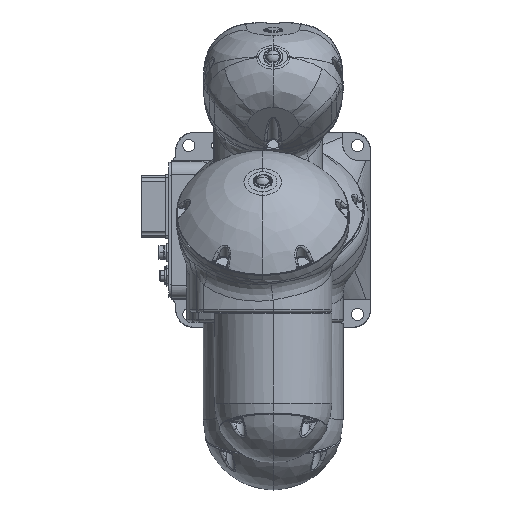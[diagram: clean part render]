
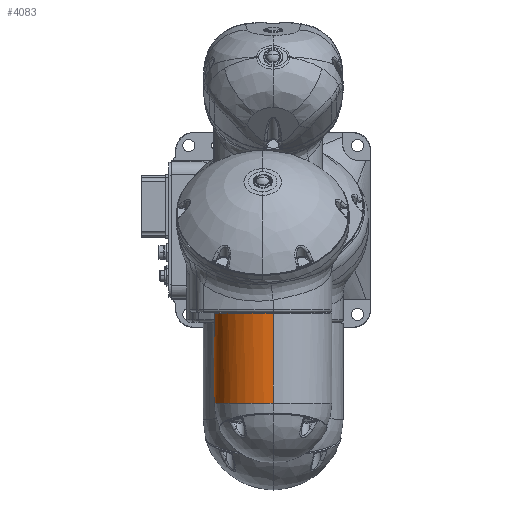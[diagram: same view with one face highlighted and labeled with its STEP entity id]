
A CAD part, top view. The second image highlights one B-rep face of the part: STEP entity #4083.
In plain terms, the highlighted cylindrical face has radius 68 mm (diameter 136 mm), a partial arc.
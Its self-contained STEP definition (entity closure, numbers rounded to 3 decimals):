
#1566=CYLINDRICAL_SURFACE('',#27156,68.);
#2429=CIRCLE('',#27153,68.);
#2430=CIRCLE('',#27155,68.);
#4083=ADVANCED_FACE('',(#6090),#1566,.T.);
#6090=FACE_OUTER_BOUND('',#7758,.T.);
#7758=EDGE_LOOP('',(#13753,#13754,#13755,#13756,#13757));
#9295=B_SPLINE_CURVE_WITH_KNOTS('',3,(#64437,#64438,#64439,#64440,#64441,
#64442,#64443,#64444,#64445,#64446,#64447,#64448,#64449,#64450,#64451,#64452,
#64453,#64454,#64455,#64456,#64457,#64458,#64459,#64460,#64461,#64462,#64463,
#64464,#64465,#64466,#64467,#64468,#64469,#64470,#64471,#64472,#64473,#64474,
#64475,#64476,#64477,#64478,#64479,#64480,#64481,#64482,#64483,#64484,#64485,
#64486,#64487,#64488,#64489,#64490,#64491,#64492,#64493,#64494,#64495,#64496,
#64497,#64498,#64499,#64500,#64501,#64502,#64503,#64504,#64505,#64506,#64507,
#64508,#64509,#64510,#64511,#64512,#64513,#64514,#64515,#64516,#64517,#64518,
#64519,#64520,#64521,#64522),.UNSPECIFIED.,.F.,.F.,(4,2,2,2,2,2,2,2,2,2,
2,2,2,2,2,2,2,2,2,2,2,2,2,2,2,2,2,2,2,2,2,2,2,2,2,2,2,2,2,2,2,2,4),(0.,
0.063,0.125,0.188,0.219,
0.234,0.25,0.281,0.297,
0.305,0.313,0.344,0.359,
0.367,0.371,0.375,0.406,
0.422,0.43,0.434,0.438,
0.453,0.461,0.465,0.469,
0.484,0.492,0.496,0.5,
0.531,0.547,0.563,0.594,
0.609,0.617,0.625,0.656,
0.672,0.688,0.719,0.75,
0.875,1.),.UNSPECIFIED.);
#13753=ORIENTED_EDGE('',*,*,#22077,.F.);
#13754=ORIENTED_EDGE('',*,*,#22068,.F.);
#13755=ORIENTED_EDGE('',*,*,#22078,.T.);
#13756=ORIENTED_EDGE('',*,*,#22066,.T.);
#13757=ORIENTED_EDGE('',*,*,#22062,.F.);
#18994=VERTEX_POINT('',#64436);
#18995=VERTEX_POINT('',#64523);
#18997=VERTEX_POINT('',#64905);
#18998=VERTEX_POINT('',#64907);
#18999=VERTEX_POINT('',#64909);
#22062=EDGE_CURVE('',#18994,#18995,#9295,.T.);
#22066=EDGE_CURVE('',#18997,#18995,#24647,.T.);
#22068=EDGE_CURVE('',#18998,#18999,#24648,.T.);
#22077=EDGE_CURVE('',#18999,#18994,#2429,.T.);
#22078=EDGE_CURVE('',#18998,#18997,#2430,.T.);
#24647=LINE('',#64904,#25525);
#24648=LINE('',#64908,#25526);
#25525=VECTOR('',#31538,1.);
#25526=VECTOR('',#31541,1.);
#27153=AXIS2_PLACEMENT_3D('',#65199,#31558,#31559);
#27155=AXIS2_PLACEMENT_3D('',#65201,#31562,#31563);
#27156=AXIS2_PLACEMENT_3D('',#65202,#31564,#31565);
#31538=DIRECTION('',(0.,-1.,0.));
#31541=DIRECTION('',(0.,-1.,0.));
#31558=DIRECTION('',(0.,-1.,0.));
#31559=DIRECTION('',(0.,0.,1.));
#31562=DIRECTION('',(0.,-1.,0.));
#31563=DIRECTION('',(0.,0.,1.));
#31564=DIRECTION('',(0.,1.,0.));
#31565=DIRECTION('',(0.,0.,1.));
#64436=CARTESIAN_POINT('',(-51.27,-202.,930.33));
#64437=CARTESIAN_POINT('',(-51.27,-202.,930.33));
#64438=CARTESIAN_POINT('',(-51.584,-199.438,930.69));
#64439=CARTESIAN_POINT('',(-51.789,-196.929,930.933));
#64440=CARTESIAN_POINT('',(-52.011,-191.968,931.195));
#64441=CARTESIAN_POINT('',(-52.029,-189.464,931.216));
#64442=CARTESIAN_POINT('',(-51.88,-184.543,931.04));
#64443=CARTESIAN_POINT('',(-51.707,-181.973,930.835));
#64444=CARTESIAN_POINT('',(-51.307,-178.235,930.372));
#64445=CARTESIAN_POINT('',(-51.146,-176.961,930.188));
#64446=CARTESIAN_POINT('',(-50.86,-175.018,929.864));
#64447=CARTESIAN_POINT('',(-50.757,-174.364,929.748));
#64448=CARTESIAN_POINT('',(-50.535,-173.047,929.5));
#64449=CARTESIAN_POINT('',(-50.41,-172.352,929.362));
#64450=CARTESIAN_POINT('',(-50.047,-170.441,928.962));
#64451=CARTESIAN_POINT('',(-49.77,-169.128,928.662));
#64452=CARTESIAN_POINT('',(-49.295,-167.109,928.159));
#64453=CARTESIAN_POINT('',(-49.126,-166.428,927.982));
#64454=CARTESIAN_POINT('',(-48.858,-165.395,927.704));
#64455=CARTESIAN_POINT('',(-48.766,-165.049,927.609));
#64456=CARTESIAN_POINT('',(-48.576,-164.353,927.415));
#64457=CARTESIAN_POINT('',(-48.469,-163.97,927.306));
#64458=CARTESIAN_POINT('',(-48.014,-162.375,926.845));
#64459=CARTESIAN_POINT('',(-47.605,-161.049,926.439));
#64460=CARTESIAN_POINT('',(-46.913,-158.996,925.774));
#64461=CARTESIAN_POINT('',(-46.67,-158.302,925.542));
#64462=CARTESIAN_POINT('',(-46.283,-157.245,925.181));
#64463=CARTESIAN_POINT('',(-46.15,-156.891,925.058));
#64464=CARTESIAN_POINT('',(-45.946,-156.356,924.87));
#64465=CARTESIAN_POINT('',(-45.877,-156.177,924.807));
#64466=CARTESIAN_POINT('',(-45.737,-155.818,924.68));
#64467=CARTESIAN_POINT('',(-45.655,-155.608,924.605));
#64468=CARTESIAN_POINT('',(-45.115,-154.25,924.117));
#64469=CARTESIAN_POINT('',(-44.579,-152.983,923.645));
#64470=CARTESIAN_POINT('',(-43.674,-151.006,922.878));
#64471=CARTESIAN_POINT('',(-43.356,-150.335,922.613));
#64472=CARTESIAN_POINT('',(-42.852,-149.311,922.201));
#64473=CARTESIAN_POINT('',(-42.68,-148.967,922.061));
#64474=CARTESIAN_POINT('',(-42.414,-148.447,921.848));
#64475=CARTESIAN_POINT('',(-42.324,-148.272,921.777));
#64476=CARTESIAN_POINT('',(-42.142,-147.923,921.632));
#64477=CARTESIAN_POINT('',(-42.033,-147.716,921.547));
#64478=CARTESIAN_POINT('',(-41.649,-146.994,921.246));
#64479=CARTESIAN_POINT('',(-41.324,-146.399,920.995));
#64480=CARTESIAN_POINT('',(-40.804,-145.482,920.603));
#64481=CARTESIAN_POINT('',(-40.625,-145.172,920.469));
#64482=CARTESIAN_POINT('',(-40.35,-144.702,920.265));
#64483=CARTESIAN_POINT('',(-40.256,-144.544,920.196));
#64484=CARTESIAN_POINT('',(-40.067,-144.227,920.058));
#64485=CARTESIAN_POINT('',(-39.946,-144.025,919.969));
#64486=CARTESIAN_POINT('',(-39.586,-143.433,919.709));
#64487=CARTESIAN_POINT('',(-39.26,-142.909,919.477));
#64488=CARTESIAN_POINT('',(-38.709,-142.053,919.092));
#64489=CARTESIAN_POINT('',(-38.515,-141.756,918.958));
#64490=CARTESIAN_POINT('',(-38.207,-141.294,918.748));
#64491=CARTESIAN_POINT('',(-38.102,-141.137,918.677));
#64492=CARTESIAN_POINT('',(-37.886,-140.819,918.531));
#64493=CARTESIAN_POINT('',(-37.754,-140.626,918.443));
#64494=CARTESIAN_POINT('',(-36.919,-139.418,917.888));
#64495=CARTESIAN_POINT('',(-36.121,-138.336,917.38));
#64496=CARTESIAN_POINT('',(-34.968,-136.862,916.678));
#64497=CARTESIAN_POINT('',(-34.578,-136.379,916.446));
#64498=CARTESIAN_POINT('',(-33.787,-135.428,915.986));
#64499=CARTESIAN_POINT('',(-33.416,-134.995,915.775));
#64500=CARTESIAN_POINT('',(-32.105,-133.515,915.048));
#64501=CARTESIAN_POINT('',(-31.257,-132.623,914.603));
#64502=CARTESIAN_POINT('',(-30.041,-131.414,913.994));
#64503=CARTESIAN_POINT('',(-29.645,-131.032,913.801));
#64504=CARTESIAN_POINT('',(-29.066,-130.489,913.525));
#64505=CARTESIAN_POINT('',(-28.876,-130.314,913.435));
#64506=CARTESIAN_POINT('',(-28.501,-129.972,913.261));
#64507=CARTESIAN_POINT('',(-28.345,-129.832,913.189));
#64508=CARTESIAN_POINT('',(-27.289,-128.897,912.709));
#64509=CARTESIAN_POINT('',(-26.457,-128.208,912.352));
#64510=CARTESIAN_POINT('',(-25.238,-127.257,911.856));
#64511=CARTESIAN_POINT('',(-24.837,-126.954,911.697));
#64512=CARTESIAN_POINT('',(-24.045,-126.373,911.391));
#64513=CARTESIAN_POINT('',(-23.68,-126.114,911.255));
#64514=CARTESIAN_POINT('',(-22.447,-125.264,910.806));
#64515=CARTESIAN_POINT('',(-21.632,-124.741,910.527));
#64516=CARTESIAN_POINT('',(-20.027,-123.776,910.011));
#64517=CARTESIAN_POINT('',(-19.262,-123.347,909.78));
#64518=CARTESIAN_POINT('',(-15.257,-121.254,908.65));
#64519=CARTESIAN_POINT('',(-12.168,-120.123,908.026));
#64520=CARTESIAN_POINT('',(-6.035,-118.623,907.198));
#64521=CARTESIAN_POINT('',(-3.008,-118.269,907.));
#64522=CARTESIAN_POINT('',(0.,-118.269,907.));
#64523=CARTESIAN_POINT('',(0.,-118.269,907.));
#64904=CARTESIAN_POINT('',(0.,-98.,907.));
#64905=CARTESIAN_POINT('',(0.,-98.,907.));
#64907=CARTESIAN_POINT('',(0.,-98.,1043.));
#64908=CARTESIAN_POINT('',(0.,-98.,1043.));
#64909=CARTESIAN_POINT('',(0.,-202.,1043.));
#65199=CARTESIAN_POINT('',(0.,-202.,975.));
#65201=CARTESIAN_POINT('',(0.,-98.,975.));
#65202=CARTESIAN_POINT('',(0.,-278.6,975.));
